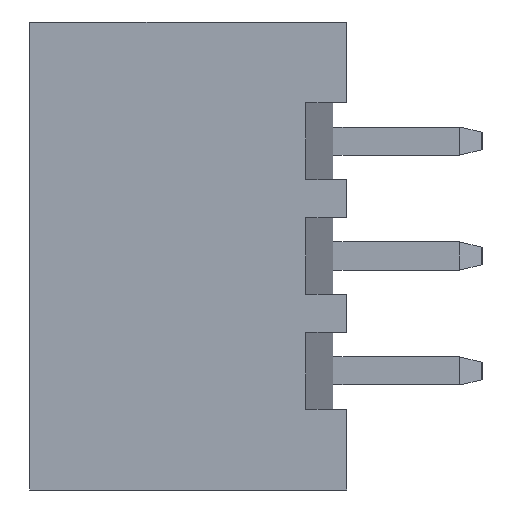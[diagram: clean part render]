
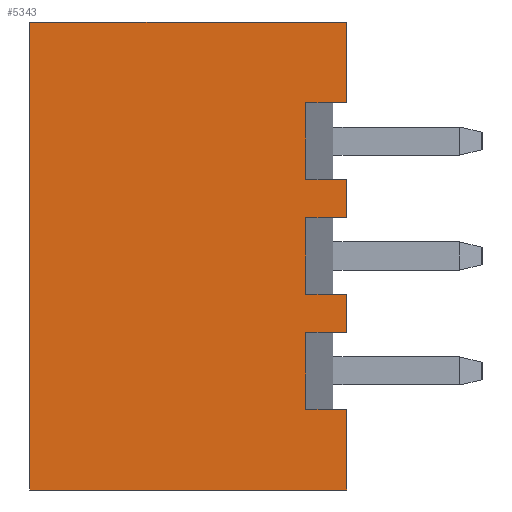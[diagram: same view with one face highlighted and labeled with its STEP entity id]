
A CAD part, left-side view. The second image highlights one B-rep face of the part: STEP entity #5343.
In plain terms, the highlighted planar face has unit normal (-1, 0, 0).
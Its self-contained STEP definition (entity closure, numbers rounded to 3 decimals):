
#419=PLANE('',#5694);
#713=FACE_OUTER_BOUND('',#1017,.T.);
#1017=EDGE_LOOP('',(#4635,#4636,#4637,#4638,#4639,#4640,#4641,#4642,#4643,
#4644,#4645,#4646,#4647,#4648,#4649,#4650));
#1231=LINE('',#10141,#1717);
#1505=LINE('',#11006,#1991);
#1509=LINE('',#11018,#1995);
#1513=LINE('',#11027,#1999);
#1518=LINE('',#11036,#2004);
#1523=LINE('',#11045,#2009);
#1524=LINE('',#11048,#2010);
#1548=LINE('',#11105,#2034);
#1552=LINE('',#11113,#2038);
#1556=LINE('',#11121,#2042);
#1558=LINE('',#11125,#2044);
#1559=LINE('',#11127,#2045);
#1560=LINE('',#11129,#2046);
#1561=LINE('',#11131,#2047);
#1562=LINE('',#11132,#2048);
#1563=LINE('',#11133,#2049);
#1717=VECTOR('',#6082,10.);
#1991=VECTOR('',#6698,10.);
#1995=VECTOR('',#6710,10.);
#1999=VECTOR('',#6716,10.);
#2004=VECTOR('',#6725,10.);
#2009=VECTOR('',#6734,10.);
#2010=VECTOR('',#6737,10.);
#2034=VECTOR('',#6801,10.);
#2038=VECTOR('',#6809,10.);
#2042=VECTOR('',#6817,10.);
#2044=VECTOR('',#6821,10.);
#2045=VECTOR('',#6822,10.);
#2046=VECTOR('',#6823,10.);
#2047=VECTOR('',#6824,10.);
#2048=VECTOR('',#6825,10.);
#2049=VECTOR('',#6826,10.);
#2263=VERTEX_POINT('',#10138);
#2264=VERTEX_POINT('',#10140);
#2468=VERTEX_POINT('',#11004);
#2472=VERTEX_POINT('',#11017);
#2475=VERTEX_POINT('',#11024);
#2476=VERTEX_POINT('',#11026);
#2478=VERTEX_POINT('',#11035);
#2480=VERTEX_POINT('',#11043);
#2481=VERTEX_POINT('',#11047);
#2494=VERTEX_POINT('',#11104);
#2496=VERTEX_POINT('',#11112);
#2498=VERTEX_POINT('',#11120);
#2499=VERTEX_POINT('',#11124);
#2500=VERTEX_POINT('',#11126);
#2501=VERTEX_POINT('',#11128);
#2502=VERTEX_POINT('',#11130);
#2820=EDGE_CURVE('',#2263,#2264,#1231,.T.);
#3160=EDGE_CURVE('',#2468,#2263,#1505,.T.);
#3166=EDGE_CURVE('',#2472,#2264,#1509,.T.);
#3170=EDGE_CURVE('',#2476,#2475,#1513,.T.);
#3175=EDGE_CURVE('',#2475,#2478,#1518,.T.);
#3180=EDGE_CURVE('',#2478,#2480,#1523,.T.);
#3181=EDGE_CURVE('',#2481,#2476,#1524,.T.);
#3209=EDGE_CURVE('',#2494,#2481,#1548,.T.);
#3213=EDGE_CURVE('',#2496,#2494,#1552,.T.);
#3217=EDGE_CURVE('',#2498,#2496,#1556,.T.);
#3219=EDGE_CURVE('',#2480,#2499,#1558,.T.);
#3220=EDGE_CURVE('',#2499,#2500,#1559,.T.);
#3221=EDGE_CURVE('',#2500,#2501,#1560,.T.);
#3222=EDGE_CURVE('',#2501,#2502,#1561,.T.);
#3223=EDGE_CURVE('',#2502,#2472,#1562,.T.);
#3224=EDGE_CURVE('',#2468,#2498,#1563,.T.);
#4635=ORIENTED_EDGE('',*,*,#3180,.T.);
#4636=ORIENTED_EDGE('',*,*,#3219,.T.);
#4637=ORIENTED_EDGE('',*,*,#3220,.T.);
#4638=ORIENTED_EDGE('',*,*,#3221,.T.);
#4639=ORIENTED_EDGE('',*,*,#3222,.T.);
#4640=ORIENTED_EDGE('',*,*,#3223,.T.);
#4641=ORIENTED_EDGE('',*,*,#3166,.T.);
#4642=ORIENTED_EDGE('',*,*,#2820,.F.);
#4643=ORIENTED_EDGE('',*,*,#3160,.F.);
#4644=ORIENTED_EDGE('',*,*,#3224,.T.);
#4645=ORIENTED_EDGE('',*,*,#3217,.T.);
#4646=ORIENTED_EDGE('',*,*,#3213,.T.);
#4647=ORIENTED_EDGE('',*,*,#3209,.T.);
#4648=ORIENTED_EDGE('',*,*,#3181,.T.);
#4649=ORIENTED_EDGE('',*,*,#3170,.T.);
#4650=ORIENTED_EDGE('',*,*,#3175,.T.);
#5343=ADVANCED_FACE('',(#713),#419,.T.);
#5694=AXIS2_PLACEMENT_3D('',#11123,#6819,#6820);
#6082=DIRECTION('',(0.,0.,1.));
#6698=DIRECTION('',(0.,1.,0.));
#6710=DIRECTION('',(0.,1.,0.));
#6716=DIRECTION('',(0.,1.,0.));
#6725=DIRECTION('',(0.,0.,1.));
#6734=DIRECTION('',(0.,-1.,0.));
#6737=DIRECTION('',(0.,0.,1.));
#6801=DIRECTION('',(0.,-1.,0.));
#6809=DIRECTION('',(0.,0.,1.));
#6817=DIRECTION('',(0.,1.,0.));
#6819=DIRECTION('center_axis',(-1.,0.,0.));
#6820=DIRECTION('ref_axis',(0.,0.,1.));
#6821=DIRECTION('',(0.,0.,1.));
#6822=DIRECTION('',(0.,1.,0.));
#6823=DIRECTION('',(0.,0.,1.));
#6824=DIRECTION('',(0.,-1.,0.));
#6825=DIRECTION('',(0.,0.,1.));
#6826=DIRECTION('',(0.,0.,1.));
#10138=CARTESIAN_POINT('',(-2.85,7.,-5.17));
#10140=CARTESIAN_POINT('',(-2.85,7.,5.17));
#10141=CARTESIAN_POINT('',(-2.85,7.,-5.17));
#11004=CARTESIAN_POINT('',(-2.85,0.,-5.17));
#11006=CARTESIAN_POINT('',(-2.85,0.,-5.17));
#11017=CARTESIAN_POINT('',(-2.85,0.,5.17));
#11018=CARTESIAN_POINT('',(-2.85,0.,5.17));
#11024=CARTESIAN_POINT('',(-2.85,0.9,-0.85));
#11026=CARTESIAN_POINT('',(-2.85,0.,-0.85));
#11027=CARTESIAN_POINT('',(-2.85,0.225,-0.85));
#11035=CARTESIAN_POINT('',(-2.85,0.9,0.85));
#11036=CARTESIAN_POINT('',(-2.85,0.9,-2.585));
#11043=CARTESIAN_POINT('',(-2.85,0.,0.85));
#11045=CARTESIAN_POINT('',(-2.85,0.225,0.85));
#11047=CARTESIAN_POINT('',(-2.85,0.,-1.69));
#11048=CARTESIAN_POINT('',(-2.85,0.,-5.17));
#11104=CARTESIAN_POINT('',(-2.85,0.9,-1.69));
#11105=CARTESIAN_POINT('',(-2.85,0.225,-1.69));
#11112=CARTESIAN_POINT('',(-2.85,0.9,-3.39));
#11113=CARTESIAN_POINT('',(-2.85,0.9,-3.855));
#11120=CARTESIAN_POINT('',(-2.85,0.,-3.39));
#11121=CARTESIAN_POINT('',(-2.85,0.225,-3.39));
#11123=CARTESIAN_POINT('Origin',(-2.85,0.,-5.17));
#11124=CARTESIAN_POINT('',(-2.85,0.,1.69));
#11125=CARTESIAN_POINT('',(-2.85,0.,-5.17));
#11126=CARTESIAN_POINT('',(-2.85,0.9,1.69));
#11127=CARTESIAN_POINT('',(-2.85,0.225,1.69));
#11128=CARTESIAN_POINT('',(-2.85,0.9,3.39));
#11129=CARTESIAN_POINT('',(-2.85,0.9,-1.315));
#11130=CARTESIAN_POINT('',(-2.85,0.,3.39));
#11131=CARTESIAN_POINT('',(-2.85,0.225,3.39));
#11132=CARTESIAN_POINT('',(-2.85,0.,-5.17));
#11133=CARTESIAN_POINT('',(-2.85,0.,-5.17));
